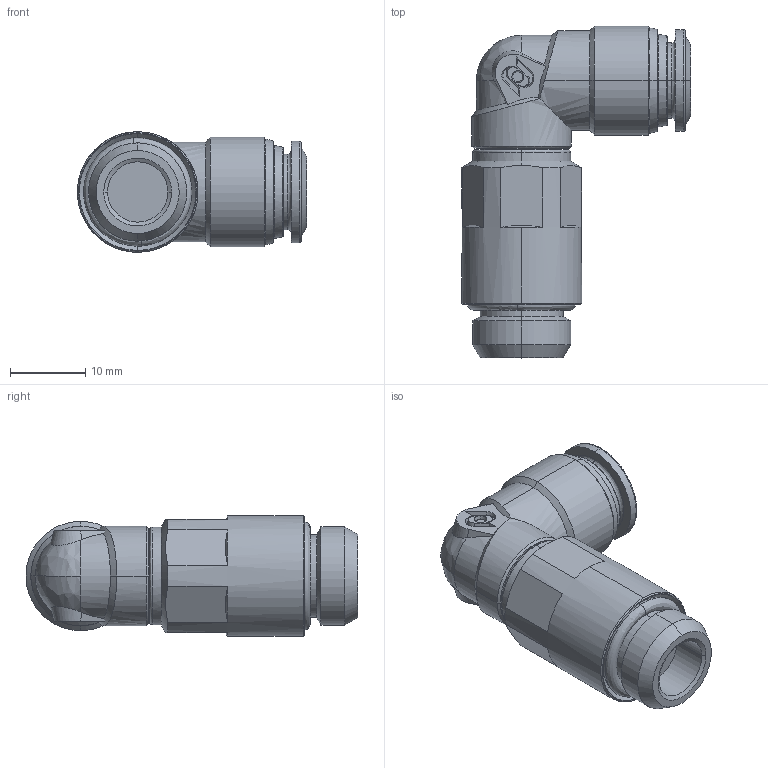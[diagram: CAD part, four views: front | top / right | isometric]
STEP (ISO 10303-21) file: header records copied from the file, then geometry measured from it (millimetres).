
FILE_DESCRIPTION (( 'STEP AP214' ), '1' );
FILE_NAME ('PLL08-G02_ME.STEP', '2018-09-06T13:11:59', ( '' ), ( '' ), 'SwSTEP 2.0', 'SolidWorks 2018', '' );
FILE_SCHEMA (( 'AUTOMOTIVE_DESIGN' ));
Length unit declared in the file: millimetre
Products named in the file (1): PLL08-G02_ME
Bounding box: 30.39 x 44.04 x 16 mm (x, y, z)
Volume: 8459.5 mm3; surface area: 3803.3 mm2
Topology: 2 solids, 2 shells, 154 faces, 377 edges, 238 vertices
Faces by surface type: bspline 154
Entity records: 6961 total; most frequent: CARTESIAN_POINT 4727, ORIENTED_EDGE 750, EDGE_CURVE 375, B_SPLINE_CURVE_WITH_KNOTS 264, VERTEX_POINT 238, EDGE_LOOP 173, ADVANCED_FACE 154, FACE_OUTER_BOUND 154
